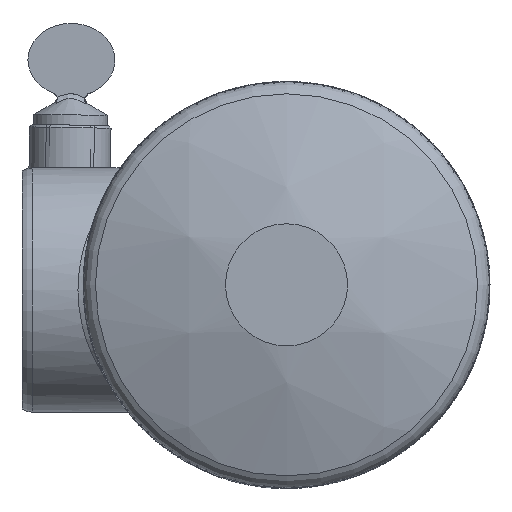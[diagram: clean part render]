
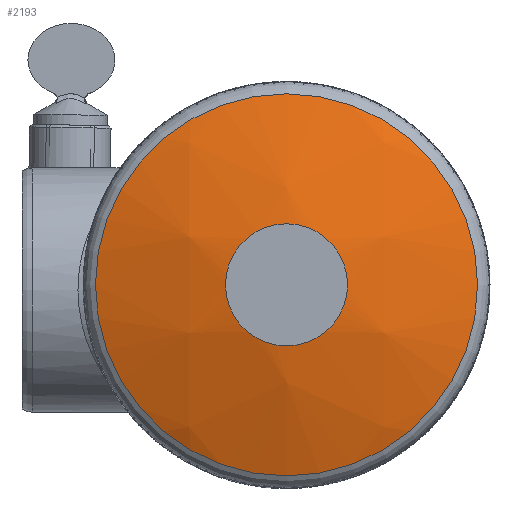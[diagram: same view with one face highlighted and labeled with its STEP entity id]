
A CAD part, top view. The second image highlights one B-rep face of the part: STEP entity #2193.
In plain terms, the highlighted spherical face has radius 76.2 mm.
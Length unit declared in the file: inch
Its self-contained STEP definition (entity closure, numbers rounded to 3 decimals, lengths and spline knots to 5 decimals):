
#2086=SPHERICAL_SURFACE('',#10617,3.);
#2093=FACE_BOUND('',#3771,.T.);
#2193=ADVANCED_FACE('',(#3212,#2093),#2086,.T.);
#3212=FACE_OUTER_BOUND('',#3770,.T.);
#3770=EDGE_LOOP('',(#4427));
#3771=EDGE_LOOP('',(#4428));
#4427=ORIENTED_EDGE('',*,*,#8598,.F.);
#4428=ORIENTED_EDGE('',*,*,#8597,.T.);
#7562=VERTEX_POINT('',#14316);
#7563=VERTEX_POINT('',#14319);
#8597=EDGE_CURVE('',#7562,#7562,#10165,.T.);
#8598=EDGE_CURVE('',#7563,#7563,#10166,.T.);
#10165=CIRCLE('',#10614,0.375);
#10166=CIRCLE('',#10616,1.17391);
#10614=AXIS2_PLACEMENT_3D('',#14315,#11614,#11615);
#10616=AXIS2_PLACEMENT_3D('',#14318,#11618,#11619);
#10617=AXIS2_PLACEMENT_3D('',#14320,#11620,#11621);
#11614=DIRECTION('',(0.,0.,-1.));
#11615=DIRECTION('',(-1.,0.,0.));
#11618=DIRECTION('',(0.,0.,-1.));
#11619=DIRECTION('',(-1.,0.,0.));
#11620=DIRECTION('',(-1.,0.,0.));
#11621=DIRECTION('',(0.,0.,1.));
#14315=CARTESIAN_POINT('',(0.,0.,16.125));
#14316=CARTESIAN_POINT('',(-0.375,0.,16.125));
#14318=CARTESIAN_POINT('',(0.,0.,15.90931));
#14319=CARTESIAN_POINT('',(-1.17391,0.,15.90931));
#14320=CARTESIAN_POINT('',(0.,0.,13.14853));
